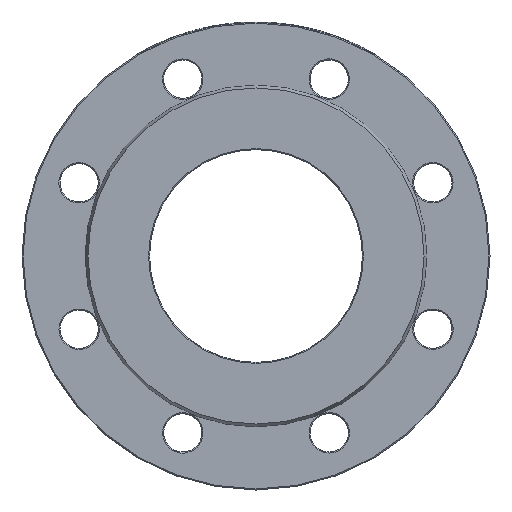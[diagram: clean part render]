
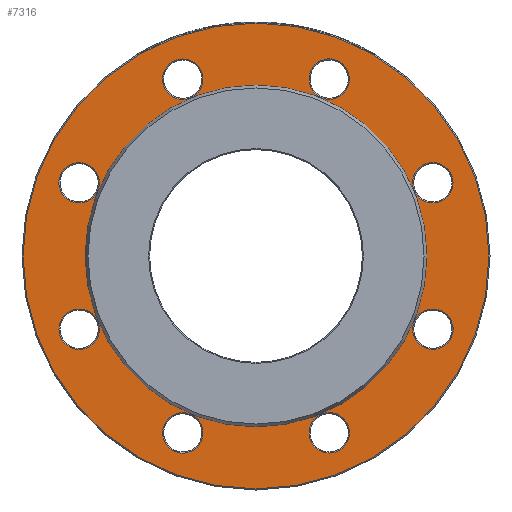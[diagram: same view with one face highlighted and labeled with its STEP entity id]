
A CAD part, left-side view. The second image highlights one B-rep face of the part: STEP entity #7316.
In plain terms, the highlighted planar face has unit normal (-1, 0, 0).
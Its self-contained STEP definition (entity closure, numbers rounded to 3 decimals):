
#5 = DIRECTION ( 'NONE',  ( 1., 0., 0. ) ) ;
#37 = EDGE_CURVE ( 'NONE', #2587, #2587, #4426, .T. ) ;
#58 = AXIS2_PLACEMENT_3D ( 'NONE', #4888, #504, #1087 ) ;
#83 = EDGE_LOOP ( 'NONE', ( #5980 ) ) ;
#187 = CIRCLE ( 'NONE', #2994, 9.5 ) ;
#431 = AXIS2_PLACEMENT_3D ( 'NONE', #524, #3068, #3151 ) ;
#436 = CARTESIAN_POINT ( 'NONE',  ( 3., 34.442, -83.149 ) ) ;
#450 = AXIS2_PLACEMENT_3D ( 'NONE', #5548, #2965, #6867 ) ;
#490 = CARTESIAN_POINT ( 'NONE',  ( 3., 0., -109.5 ) ) ;
#504 = DIRECTION ( 'NONE',  ( 1., 0., 0. ) ) ;
#524 = CARTESIAN_POINT ( 'NONE',  ( 3., -83.149, -34.442 ) ) ;
#621 = EDGE_LOOP ( 'NONE', ( #6126 ) ) ;
#746 = DIRECTION ( 'NONE',  ( 0., 0.707, -0.707 ) ) ;
#864 = AXIS2_PLACEMENT_3D ( 'NONE', #4165, #6706, #7409 ) ;
#948 = VERTEX_POINT ( 'NONE', #7188 ) ;
#1020 = ORIENTED_EDGE ( 'NONE', *, *, #4918, .T. ) ;
#1034 = FACE_BOUND ( 'NONE', #8131, .T. ) ;
#1073 = DIRECTION ( 'NONE',  ( 1., 0., 0. ) ) ;
#1087 = DIRECTION ( 'NONE',  ( 0., -1., 0. ) ) ;
#1106 = DIRECTION ( 'NONE',  ( 0., -0.707, -0.707 ) ) ;
#1204 = FACE_BOUND ( 'NONE', #83, .T. ) ;
#1288 = EDGE_LOOP ( 'NONE', ( #6808 ) ) ;
#1366 = CIRCLE ( 'NONE', #3489, 9.5 ) ;
#1447 = ORIENTED_EDGE ( 'NONE', *, *, #3535, .T. ) ;
#1488 = CARTESIAN_POINT ( 'NONE',  ( 3., -27.724, 89.867 ) ) ;
#1738 = DIRECTION ( 'NONE',  ( 0., 0., -1. ) ) ;
#1787 = AXIS2_PLACEMENT_3D ( 'NONE', #5591, #8136, #6870 ) ;
#1843 = EDGE_LOOP ( 'NONE', ( #6571 ) ) ;
#1859 = FACE_BOUND ( 'NONE', #3685, .T. ) ;
#2045 = CIRCLE ( 'NONE', #450, 9.5 ) ;
#2136 = EDGE_LOOP ( 'NONE', ( #7044 ) ) ;
#2283 = CARTESIAN_POINT ( 'NONE',  ( 3., -83.149, 34.442 ) ) ;
#2329 = FACE_OUTER_BOUND ( 'NONE', #1843, .T. ) ;
#2330 = VERTEX_POINT ( 'NONE', #2917 ) ;
#2340 = AXIS2_PLACEMENT_3D ( 'NONE', #7447, #3043, #6904 ) ;
#2370 = FACE_BOUND ( 'NONE', #1288, .T. ) ;
#2443 = CIRCLE ( 'NONE', #5903, 9.5 ) ;
#2587 = VERTEX_POINT ( 'NONE', #6522 ) ;
#2791 = VERTEX_POINT ( 'NONE', #7998 ) ;
#2917 = CARTESIAN_POINT ( 'NONE',  ( 3., 27.724, -89.867 ) ) ;
#2965 = DIRECTION ( 'NONE',  ( 1., 0., 0. ) ) ;
#2994 = AXIS2_PLACEMENT_3D ( 'NONE', #2283, #6809, #5492 ) ;
#3043 = DIRECTION ( 'NONE',  ( -1., 0., 0. ) ) ;
#3068 = DIRECTION ( 'NONE',  ( 1., 0., 0. ) ) ;
#3112 = VERTEX_POINT ( 'NONE', #8117 ) ;
#3151 = DIRECTION ( 'NONE',  ( 0., -0.707, 0.707 ) ) ;
#3295 = EDGE_LOOP ( 'NONE', ( #7697 ) ) ;
#3483 = VERTEX_POINT ( 'NONE', #7954 ) ;
#3489 = AXIS2_PLACEMENT_3D ( 'NONE', #6539, #6584, #6051 ) ;
#3535 = EDGE_CURVE ( 'NONE', #3483, #3483, #1366, .T. ) ;
#3567 = PLANE ( 'NONE',  #7652 ) ;
#3568 = VERTEX_POINT ( 'NONE', #6738 ) ;
#3680 = DIRECTION ( 'NONE',  ( 1., 0., 0. ) ) ;
#3685 = EDGE_LOOP ( 'NONE', ( #6071 ) ) ;
#3790 = EDGE_CURVE ( 'NONE', #2330, #2330, #2443, .T. ) ;
#3906 = CARTESIAN_POINT ( 'NONE',  ( 3., 83.149, 34.442 ) ) ;
#4165 = CARTESIAN_POINT ( 'NONE',  ( 3., 0., 0. ) ) ;
#4180 = CIRCLE ( 'NONE', #58, 9.5 ) ;
#4203 = VERTEX_POINT ( 'NONE', #6651 ) ;
#4326 = FACE_BOUND ( 'NONE', #2136, .T. ) ;
#4406 = FACE_BOUND ( 'NONE', #4444, .T. ) ;
#4426 = CIRCLE ( 'NONE', #431, 9.5 ) ;
#4444 = EDGE_LOOP ( 'NONE', ( #7144 ) ) ;
#4872 = VERTEX_POINT ( 'NONE', #490 ) ;
#4888 = CARTESIAN_POINT ( 'NONE',  ( 3., -34.442, -83.149 ) ) ;
#4918 = EDGE_CURVE ( 'NONE', #7360, #7360, #2045, .T. ) ;
#5125 = CIRCLE ( 'NONE', #7367, 9.5 ) ;
#5253 = CIRCLE ( 'NONE', #1787, 9.5 ) ;
#5437 = EDGE_CURVE ( 'NONE', #4203, #4203, #187, .T. ) ;
#5480 = EDGE_LOOP ( 'NONE', ( #1020 ) ) ;
#5492 = DIRECTION ( 'NONE',  ( 0., 0., 1. ) ) ;
#5496 = CARTESIAN_POINT ( 'NONE',  ( 3., 80.336, 0. ) ) ;
#5548 = CARTESIAN_POINT ( 'NONE',  ( 3., -34.442, 83.149 ) ) ;
#5591 = CARTESIAN_POINT ( 'NONE',  ( 3., 83.149, -34.442 ) ) ;
#5885 = EDGE_CURVE ( 'NONE', #3568, #3568, #4180, .T. ) ;
#5903 = AXIS2_PLACEMENT_3D ( 'NONE', #436, #3680, #1106 ) ;
#5934 = EDGE_CURVE ( 'NONE', #948, #948, #5253, .T. ) ;
#5980 = ORIENTED_EDGE ( 'NONE', *, *, #3790, .T. ) ;
#6051 = DIRECTION ( 'NONE',  ( 0., 1., 0. ) ) ;
#6071 = ORIENTED_EDGE ( 'NONE', *, *, #6201, .T. ) ;
#6126 = ORIENTED_EDGE ( 'NONE', *, *, #5885, .T. ) ;
#6201 = EDGE_CURVE ( 'NONE', #2791, #2791, #5125, .T. ) ;
#6320 = CIRCLE ( 'NONE', #864, 80.336 ) ;
#6522 = CARTESIAN_POINT ( 'NONE',  ( 3., -89.867, -27.724 ) ) ;
#6539 = CARTESIAN_POINT ( 'NONE',  ( 3., 34.442, 83.149 ) ) ;
#6571 = ORIENTED_EDGE ( 'NONE', *, *, #8024, .T. ) ;
#6584 = DIRECTION ( 'NONE',  ( 1., 0., 0. ) ) ;
#6651 = CARTESIAN_POINT ( 'NONE',  ( 3., -83.149, 43.942 ) ) ;
#6706 = DIRECTION ( 'NONE',  ( -1., 0., 0. ) ) ;
#6738 = CARTESIAN_POINT ( 'NONE',  ( 3., -43.942, -83.149 ) ) ;
#6808 = ORIENTED_EDGE ( 'NONE', *, *, #5934, .T. ) ;
#6809 = DIRECTION ( 'NONE',  ( 1., 0., 0. ) ) ;
#6855 = FACE_BOUND ( 'NONE', #5480, .T. ) ;
#6867 = DIRECTION ( 'NONE',  ( 0., 0.707, 0.707 ) ) ;
#6870 = DIRECTION ( 'NONE',  ( 0., 0., -1. ) ) ;
#6904 = DIRECTION ( 'NONE',  ( 0., 0., -1. ) ) ;
#7044 = ORIENTED_EDGE ( 'NONE', *, *, #37, .T. ) ;
#7144 = ORIENTED_EDGE ( 'NONE', *, *, #7929, .F. ) ;
#7188 = CARTESIAN_POINT ( 'NONE',  ( 3., 83.149, -43.942 ) ) ;
#7316 = ADVANCED_FACE ( 'NONE', ( #1859, #1034, #6855, #7528, #4326, #8039, #1204, #2370, #2329, #4406 ), #3567, .F. ) ;
#7360 = VERTEX_POINT ( 'NONE', #1488 ) ;
#7367 = AXIS2_PLACEMENT_3D ( 'NONE', #3906, #5, #746 ) ;
#7409 = DIRECTION ( 'NONE',  ( 0., 0., 1. ) ) ;
#7447 = CARTESIAN_POINT ( 'NONE',  ( 3., 0., 0. ) ) ;
#7528 = FACE_BOUND ( 'NONE', #3295, .T. ) ;
#7652 = AXIS2_PLACEMENT_3D ( 'NONE', #5496, #1073, #1738 ) ;
#7697 = ORIENTED_EDGE ( 'NONE', *, *, #5437, .T. ) ;
#7929 = EDGE_CURVE ( 'NONE', #3112, #3112, #6320, .T. ) ;
#7954 = CARTESIAN_POINT ( 'NONE',  ( 3., 43.942, 83.149 ) ) ;
#7998 = CARTESIAN_POINT ( 'NONE',  ( 3., 89.867, 27.724 ) ) ;
#8024 = EDGE_CURVE ( 'NONE', #4872, #4872, #8067, .T. ) ;
#8039 = FACE_BOUND ( 'NONE', #621, .T. ) ;
#8067 = CIRCLE ( 'NONE', #2340, 109.5 ) ;
#8117 = CARTESIAN_POINT ( 'NONE',  ( 3., 0., 80.336 ) ) ;
#8131 = EDGE_LOOP ( 'NONE', ( #1447 ) ) ;
#8136 = DIRECTION ( 'NONE',  ( 1., 0., 0. ) ) ;
